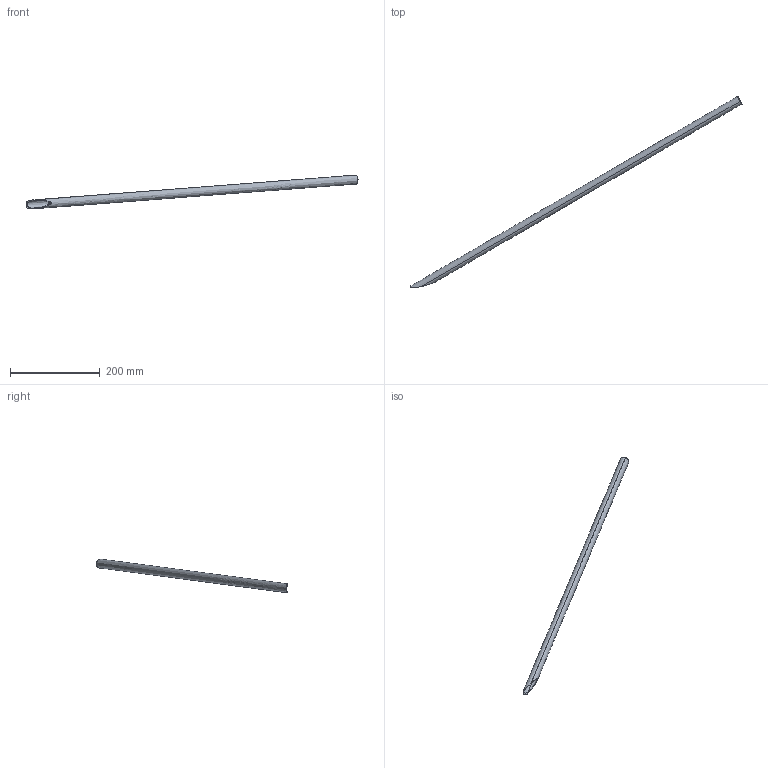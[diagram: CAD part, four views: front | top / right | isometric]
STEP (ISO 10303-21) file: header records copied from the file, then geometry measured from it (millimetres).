
FILE_DESCRIPTION(('CATIA V5 STEP Exchange'),'2;1');
FILE_NAME('41.stp','2023-02-19T10:18:55+00:00',('none'),('none'),'CATIA Version 5 Release 19 SP 2 (IN-10)','CATIA V5 STEP AP203','none');
FILE_SCHEMA(('CONFIG_CONTROL_DESIGN'));
Length unit declared in the file: millimetre
Products named in the file (1): Shape_539
Bounding box: 737.82 x 425.25 x 75.17 mm (x, y, z)
Volume: 71698.8 mm3; surface area: 95980.6 mm2
Topology: 1 solids, 1 shells, 7 faces, 15 edges, 10 vertices
Faces by surface type: bspline 4, cylinder 2, plane 1
Entity records: 502 total; most frequent: CARTESIAN_POINT 342, ORIENTED_EDGE 30, EDGE_CURVE 15, DIRECTION 10, VERTEX_POINT 10, EDGE_LOOP 9, AXIS2_PLACEMENT_3D 8, ADVANCED_FACE 7
